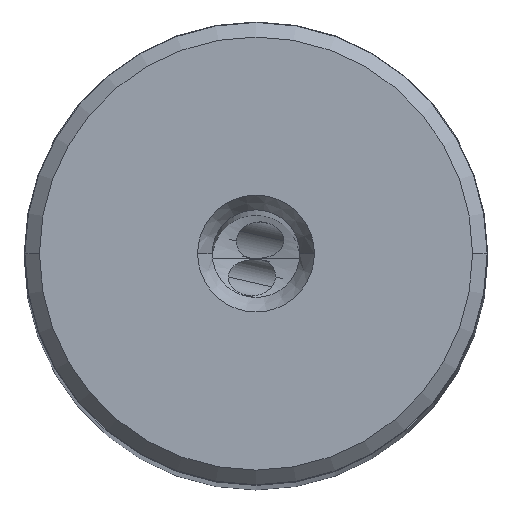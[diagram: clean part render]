
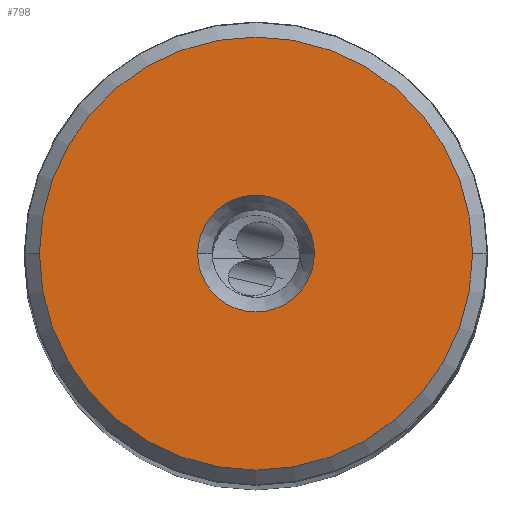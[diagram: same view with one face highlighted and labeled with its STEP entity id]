
A CAD part, top view. The second image highlights one B-rep face of the part: STEP entity #798.
In plain terms, the highlighted planar face has unit normal (0, 0, 1).
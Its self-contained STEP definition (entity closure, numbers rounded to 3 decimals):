
#798=ADVANCED_FACE('',(#1020,#1021),#979,.T.);
#979=PLANE('',#3574);
#1020=FACE_BOUND('',#1044,.T.);
#1021=FACE_BOUND('',#1045,.T.);
#1044=EDGE_LOOP('',(#1237,#1238));
#1045=EDGE_LOOP('',(#1239,#1240));
#1237=ORIENTED_EDGE('',*,*,#2638,.F.);
#1238=ORIENTED_EDGE('',*,*,#2639,.F.);
#1239=ORIENTED_EDGE('',*,*,#2640,.F.);
#1240=ORIENTED_EDGE('',*,*,#2641,.F.);
#2285=VERTEX_POINT('',#5028);
#2286=VERTEX_POINT('',#5029);
#2287=VERTEX_POINT('',#5032);
#2288=VERTEX_POINT('',#5033);
#2638=EDGE_CURVE('',#2285,#2286,#3162,.T.);
#2639=EDGE_CURVE('',#2286,#2285,#3163,.T.);
#2640=EDGE_CURVE('',#2287,#2288,#3164,.T.);
#2641=EDGE_CURVE('',#2288,#2287,#3165,.T.);
#3162=CIRCLE('',#3570,14.836);
#3163=CIRCLE('',#3571,14.836);
#3164=CIRCLE('',#3572,4.);
#3165=CIRCLE('',#3573,4.);
#3570=AXIS2_PLACEMENT_3D('',#5027,#4029,#4030);
#3571=AXIS2_PLACEMENT_3D('',#5030,#4031,#4032);
#3572=AXIS2_PLACEMENT_3D('',#5031,#4033,#4034);
#3573=AXIS2_PLACEMENT_3D('',#5034,#4035,#4036);
#3574=AXIS2_PLACEMENT_3D('',#5035,#4037,#4038);
#4029=DIRECTION('',(0.,0.,-1.));
#4030=DIRECTION('',(-1.,0.,0.));
#4031=DIRECTION('',(0.,0.,-1.));
#4032=DIRECTION('',(1.,0.,0.));
#4033=DIRECTION('',(0.,0.,1.));
#4034=DIRECTION('',(-1.,0.,0.));
#4035=DIRECTION('',(0.,0.,1.));
#4036=DIRECTION('',(1.,0.,0.));
#4037=DIRECTION('',(0.,0.,1.));
#4038=DIRECTION('',(1.,0.,0.));
#5027=CARTESIAN_POINT('',(0.,0.,0.));
#5028=CARTESIAN_POINT('',(-14.836,0.,0.));
#5029=CARTESIAN_POINT('',(14.836,0.,0.));
#5030=CARTESIAN_POINT('',(0.,0.,0.));
#5031=CARTESIAN_POINT('',(0.,0.,0.));
#5032=CARTESIAN_POINT('',(-4.,0.,0.));
#5033=CARTESIAN_POINT('',(4.,0.,0.));
#5034=CARTESIAN_POINT('',(0.,0.,0.));
#5035=CARTESIAN_POINT('',(0.,0.,0.));
